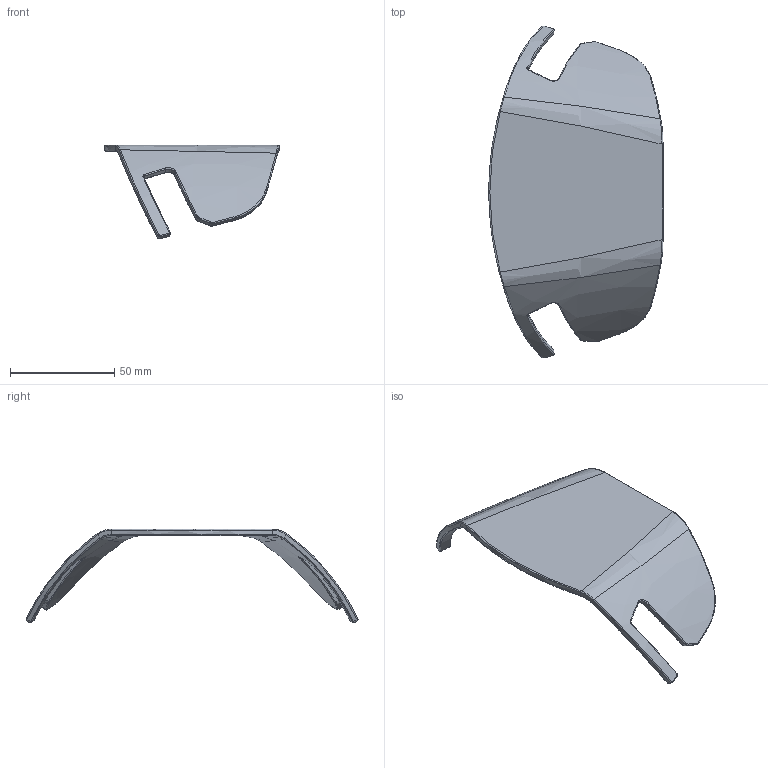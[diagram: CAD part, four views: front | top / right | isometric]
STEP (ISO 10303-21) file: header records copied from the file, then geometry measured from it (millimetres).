
FILE_DESCRIPTION (( 'STEP AP214' ), '1' );
FILE_NAME ('Light-Device_Stand-Unit_Rev00.STEP', '2021-01-21T12:23:17', ( '' ), ( '' ), 'SwSTEP 2.0', 'SolidWorks 2014', '' );
FILE_SCHEMA (( 'AUTOMOTIVE_DESIGN' ));
Length unit declared in the file: millimetre
Products named in the file (1): Light-Device_Stand-Unit_Rev00
Bounding box: 83.49 x 159.18 x 44.96 mm (x, y, z)
Volume: 34415.3 mm3; surface area: 24540 mm2
Topology: 1 solids, 1 shells, 227 faces, 554 edges, 338 vertices
Faces by surface type: bspline 195, cylinder 16, plane 16
Entity records: 16480 total; most frequent: CARTESIAN_POINT 11447, ORIENTED_EDGE 1108, EDGE_CURVE 554, B_SPLINE_CURVE_WITH_KNOTS 368, VERTEX_POINT 338, DIRECTION 336, EDGE_LOOP 236, FACE_OUTER_BOUND 227
